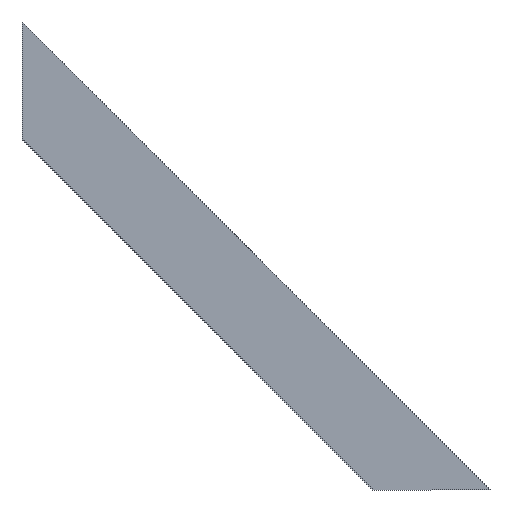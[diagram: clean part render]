
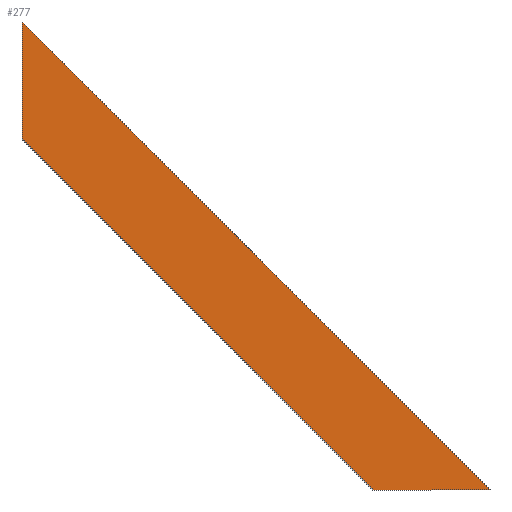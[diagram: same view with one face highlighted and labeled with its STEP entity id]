
A CAD part, left-side view. The second image highlights one B-rep face of the part: STEP entity #277.
In plain terms, the highlighted planar face has unit normal (-1, 0, 0).
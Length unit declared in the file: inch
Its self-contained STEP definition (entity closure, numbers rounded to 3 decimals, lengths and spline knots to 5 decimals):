
#145=CARTESIAN_POINT('',(-0.75,-8.48528,0.));
#146=VERTEX_POINT('',#145);
#153=CARTESIAN_POINT('',(-0.75,-6.36396,0.));
#154=VERTEX_POINT('',#153);
#155=CARTESIAN_POINT('',(-0.75,-8.48528,0.));
#156=DIRECTION('',(0.0,1.0,0.0));
#157=VECTOR('',#156,2.12132);
#158=LINE('',#155,#157);
#159=EDGE_CURVE('',#146,#154,#158,.T.);
#207=CARTESIAN_POINT('',(-0.75,0.,8.48528));
#208=VERTEX_POINT('',#207);
#215=CARTESIAN_POINT('',(-0.75,0.,8.48528));
#216=DIRECTION('',(0.,-0.707,-0.707));
#217=VECTOR('',#216,12.0);
#218=LINE('',#215,#217);
#219=EDGE_CURVE('',#208,#146,#218,.T.);
#231=CARTESIAN_POINT('',(-0.75,0.,6.36396));
#232=VERTEX_POINT('',#231);
#239=CARTESIAN_POINT('',(-0.75,0.,6.36396));
#240=DIRECTION('',(0.0,0.0,1.0));
#241=VECTOR('',#240,2.12132);
#242=LINE('',#239,#241);
#243=EDGE_CURVE('',#232,#208,#242,.T.);
#256=CARTESIAN_POINT('',(-0.75,-6.36396,0.));
#257=DIRECTION('',(0.,0.707,0.707));
#258=VECTOR('',#257,9.0);
#259=LINE('',#256,#258);
#260=EDGE_CURVE('',#154,#232,#259,.T.);
#266=CARTESIAN_POINT('',(-0.75,-1.59099,5.83363));
#267=DIRECTION('',(-1.0,0.0,0.0));
#268=DIRECTION('',(0.0,-0.707,0.707));
#269=AXIS2_PLACEMENT_3D('',#266,#267,#268);
#270=PLANE('',#269);
#271=ORIENTED_EDGE('',*,*,#219,.F.);
#272=ORIENTED_EDGE('',*,*,#243,.F.);
#273=ORIENTED_EDGE('',*,*,#260,.F.);
#274=ORIENTED_EDGE('',*,*,#159,.F.);
#275=EDGE_LOOP('',(#271,#272,#273,#274));
#276=FACE_OUTER_BOUND('',#275,.T.);
#277=ADVANCED_FACE('',(#276),#270,.T.);
